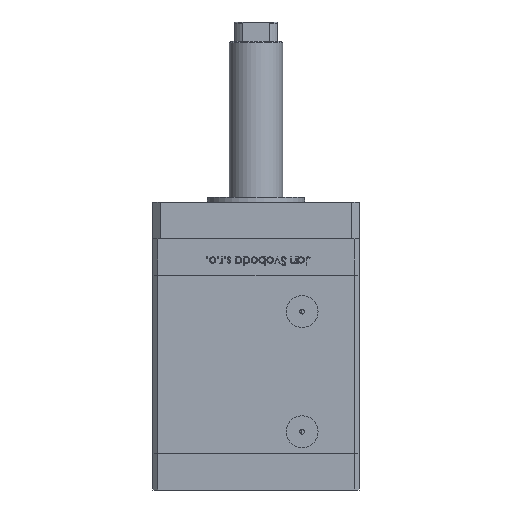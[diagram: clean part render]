
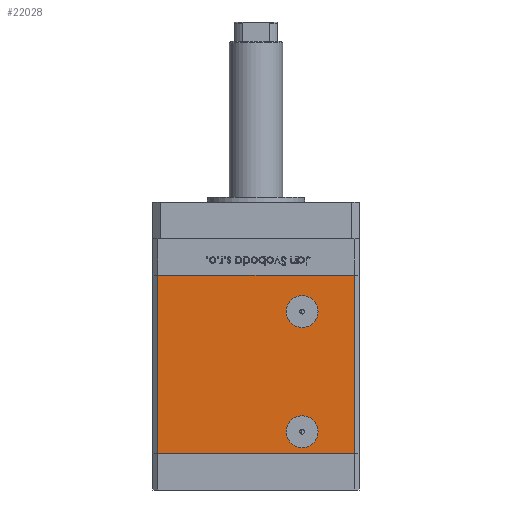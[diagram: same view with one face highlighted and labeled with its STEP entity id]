
A CAD part, front view. The second image highlights one B-rep face of the part: STEP entity #22028.
In plain terms, the highlighted planar face has unit normal (0, -1, 0).
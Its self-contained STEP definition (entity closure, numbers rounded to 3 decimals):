
#65 = CARTESIAN_POINT ( 'NONE',  ( 19., -37.5, 58.5 ) ) ;
#1985 = AXIS2_PLACEMENT_3D ( 'NONE', #16503, #49604, #12435 ) ;
#2199 = ORIENTED_EDGE ( 'NONE', *, *, #53358, .T. ) ;
#2540 = VERTEX_POINT ( 'NONE', #51189 ) ;
#3068 = DIRECTION ( 'NONE',  ( 0., 0., -1. ) ) ;
#3182 = CIRCLE ( 'NONE', #23972, 6.58 ) ;
#3851 = DIRECTION ( 'NONE',  ( 0., 0., -1. ) ) ;
#4012 = DIRECTION ( 'NONE',  ( 0., -1., 0. ) ) ;
#4554 = DIRECTION ( 'NONE',  ( 0., 0., -1. ) ) ;
#4906 = EDGE_LOOP ( 'NONE', ( #48675, #27494 ) ) ;
#5517 = VECTOR ( 'NONE', #14820, 1000. ) ;
#5623 = VERTEX_POINT ( 'NONE', #42632 ) ;
#6446 = EDGE_CURVE ( 'NONE', #10961, #12029, #3182, .T. ) ;
#7158 = CARTESIAN_POINT ( 'NONE',  ( 19., -37.5, 15.58 ) ) ;
#8365 = FACE_OUTER_BOUND ( 'NONE', #18861, .T. ) ;
#8639 = FACE_BOUND ( 'NONE', #4906, .T. ) ;
#9532 = ORIENTED_EDGE ( 'NONE', *, *, #40132, .T. ) ;
#9780 = ORIENTED_EDGE ( 'NONE', *, *, #23367, .F. ) ;
#10961 = VERTEX_POINT ( 'NONE', #7158 ) ;
#12029 = VERTEX_POINT ( 'NONE', #53150 ) ;
#12435 = DIRECTION ( 'NONE',  ( 0., 0., 1. ) ) ;
#14132 = EDGE_LOOP ( 'NONE', ( #14734, #30950 ) ) ;
#14366 = EDGE_CURVE ( 'NONE', #12029, #10961, #33585, .T. ) ;
#14734 = ORIENTED_EDGE ( 'NONE', *, *, #35167, .T. ) ;
#14820 = DIRECTION ( 'NONE',  ( 1., 0., 0. ) ) ;
#15918 = EDGE_CURVE ( 'NONE', #47156, #30387, #22353, .T. ) ;
#16503 = CARTESIAN_POINT ( 'NONE',  ( -40.5, -37.5, 73.5 ) ) ;
#16744 = CARTESIAN_POINT ( 'NONE',  ( 19., -37.5, 58.5 ) ) ;
#17098 = AXIS2_PLACEMENT_3D ( 'NONE', #33606, #4012, #41997 ) ;
#18776 = DIRECTION ( 'NONE',  ( 1., 0., 0. ) ) ;
#18861 = EDGE_LOOP ( 'NONE', ( #2199, #33384, #9780, #9532 ) ) ;
#19303 = CARTESIAN_POINT ( 'NONE',  ( -40.5, -37.5, 0. ) ) ;
#20046 = PLANE ( 'NONE',  #1985 ) ;
#20119 = CARTESIAN_POINT ( 'NONE',  ( 19., -37.5, 65.08 ) ) ;
#20620 = VECTOR ( 'NONE', #42431, 1000. ) ;
#20857 = VERTEX_POINT ( 'NONE', #20119 ) ;
#22028 = ADVANCED_FACE ( 'NONE', ( #8639, #8365, #26626 ), #20046, .F. ) ;
#22353 = LINE ( 'NONE', #46486, #20620 ) ;
#22559 = DIRECTION ( 'NONE',  ( 0., 0., -1. ) ) ;
#23367 = EDGE_CURVE ( 'NONE', #5623, #47156, #52506, .T. ) ;
#23972 = AXIS2_PLACEMENT_3D ( 'NONE', #32358, #40223, #3068 ) ;
#25902 = CIRCLE ( 'NONE', #50111, 6.58 ) ;
#26626 = FACE_BOUND ( 'NONE', #14132, .T. ) ;
#26630 = LINE ( 'NONE', #38555, #46566 ) ;
#27494 = ORIENTED_EDGE ( 'NONE', *, *, #6446, .F. ) ;
#27929 = VECTOR ( 'NONE', #18776, 1000. ) ;
#29413 = CARTESIAN_POINT ( 'NONE',  ( -40.5, -37.5, 0. ) ) ;
#30387 = VERTEX_POINT ( 'NONE', #35203 ) ;
#30950 = ORIENTED_EDGE ( 'NONE', *, *, #42216, .T. ) ;
#32358 = CARTESIAN_POINT ( 'NONE',  ( 19., -37.5, 9. ) ) ;
#33328 = DIRECTION ( 'NONE',  ( 0., 1., 0. ) ) ;
#33384 = ORIENTED_EDGE ( 'NONE', *, *, #15918, .F. ) ;
#33428 = DIRECTION ( 'NONE',  ( 0., 1., 0. ) ) ;
#33585 = CIRCLE ( 'NONE', #17098, 6.58 ) ;
#33606 = CARTESIAN_POINT ( 'NONE',  ( 19., -37.5, 9. ) ) ;
#35167 = EDGE_CURVE ( 'NONE', #2540, #20857, #52643, .T. ) ;
#35203 = CARTESIAN_POINT ( 'NONE',  ( 40.5, -37.5, 0. ) ) ;
#38555 = CARTESIAN_POINT ( 'NONE',  ( -40.5, -37.5, 73.5 ) ) ;
#38950 = VERTEX_POINT ( 'NONE', #29413 ) ;
#39083 = CARTESIAN_POINT ( 'NONE',  ( 40.5, -37.5, 73.5 ) ) ;
#39138 = LINE ( 'NONE', #19303, #27929 ) ;
#40132 = EDGE_CURVE ( 'NONE', #5623, #38950, #26630, .T. ) ;
#40223 = DIRECTION ( 'NONE',  ( 0., -1., 0. ) ) ;
#40296 = CARTESIAN_POINT ( 'NONE',  ( -40.5, -37.5, 73.5 ) ) ;
#41997 = DIRECTION ( 'NONE',  ( 0., 0., -1. ) ) ;
#42216 = EDGE_CURVE ( 'NONE', #20857, #2540, #25902, .T. ) ;
#42431 = DIRECTION ( 'NONE',  ( 0., 0., -1. ) ) ;
#42632 = CARTESIAN_POINT ( 'NONE',  ( -40.5, -37.5, 73.5 ) ) ;
#44856 = AXIS2_PLACEMENT_3D ( 'NONE', #65, #33428, #3851 ) ;
#46486 = CARTESIAN_POINT ( 'NONE',  ( 40.5, -37.5, 73.5 ) ) ;
#46566 = VECTOR ( 'NONE', #22559, 1000. ) ;
#47156 = VERTEX_POINT ( 'NONE', #39083 ) ;
#48675 = ORIENTED_EDGE ( 'NONE', *, *, #14366, .F. ) ;
#49604 = DIRECTION ( 'NONE',  ( 0., 1., 0. ) ) ;
#50111 = AXIS2_PLACEMENT_3D ( 'NONE', #16744, #33328, #4554 ) ;
#51189 = CARTESIAN_POINT ( 'NONE',  ( 19., -37.5, 51.92 ) ) ;
#52506 = LINE ( 'NONE', #40296, #5517 ) ;
#52643 = CIRCLE ( 'NONE', #44856, 6.58 ) ;
#53150 = CARTESIAN_POINT ( 'NONE',  ( 19., -37.5, 2.42 ) ) ;
#53358 = EDGE_CURVE ( 'NONE', #38950, #30387, #39138, .T. ) ;
